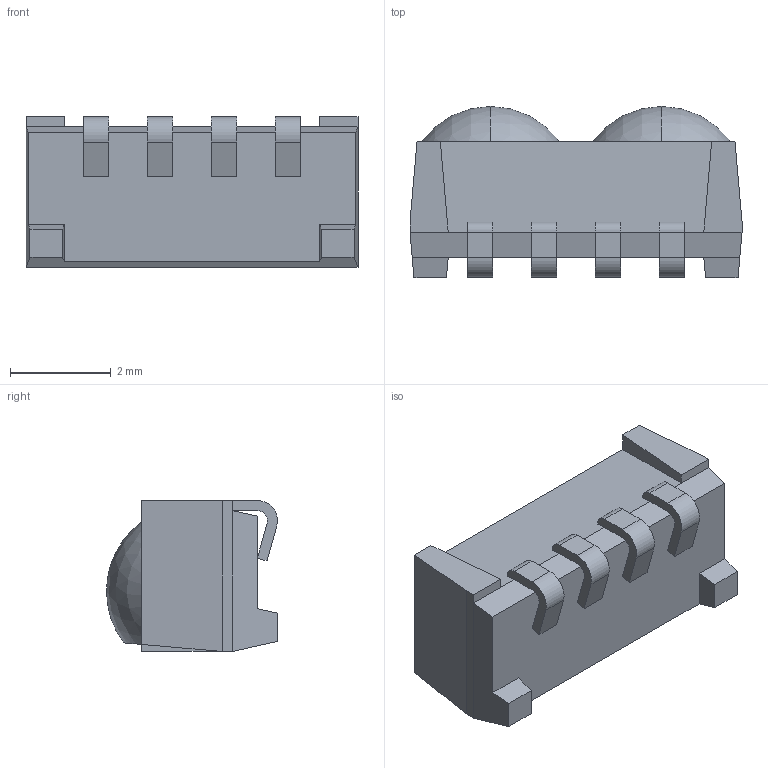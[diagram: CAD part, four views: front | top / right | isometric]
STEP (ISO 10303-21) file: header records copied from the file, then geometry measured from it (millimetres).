
FILE_DESCRIPTION (( 'STEP AP214' ), '1' );
FILE_NAME ('IRM-V838M3_TR1.STEP', '2025-07-09T21:27:21', ( '' ), ( '' ), 'SwSTEP 2.0', 'SolidWorks 2021', '' );
FILE_SCHEMA (( 'AUTOMOTIVE_DESIGN' ));
Length unit declared in the file: millimetre
Products named in the file (1): IRM-V838M3_TR1
Bounding box: 6.6 x 3.4 x 3 mm (x, y, z)
Volume: 46.2 mm3; surface area: 95.1 mm2
Topology: 5 solids, 5 shells, 76 faces, 192 edges, 126 vertices
Faces by surface type: plane 60, cylinder 12, sphere 4
Entity records: 2334 total; most frequent: CARTESIAN_POINT 395, ORIENTED_EDGE 384, DIRECTION 382, EDGE_CURVE 192, LINE 156, VECTOR 156, VERTEX_POINT 126, AXIS2_PLACEMENT_3D 113
